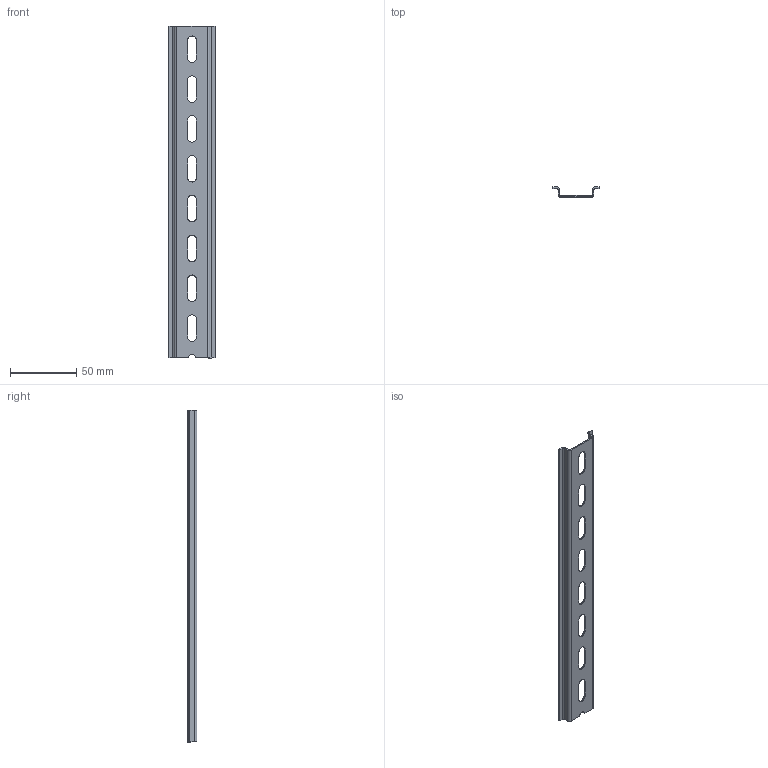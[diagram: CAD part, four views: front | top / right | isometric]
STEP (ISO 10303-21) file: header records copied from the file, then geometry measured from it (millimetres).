
FILE_DESCRIPTION (( 'STEP AP214' ), '1' );
FILE_NAME ('DNR-3-1,0-250.STEP', '2023-11-30T07:50:44', ( '' ), ( '' ), 'SwSTEP 2.0', 'SolidWorks 2022', '' );
FILE_SCHEMA (( 'AUTOMOTIVE_DESIGN' ));
Length unit declared in the file: millimetre
Products named in the file (1): DNR-3-1,0-250
Bounding box: 35 x 7.5 x 250 mm (x, y, z)
Volume: 10377 mm3; surface area: 21726.5 mm2
Topology: 1 solids, 1 shells, 72 faces, 178 edges, 108 vertices
Faces by surface type: plane 47, cylinder 25
Entity records: 2173 total; most frequent: DIRECTION 374, CARTESIAN_POINT 359, ORIENTED_EDGE 356, EDGE_CURVE 178, VECTOR 128, LINE 128, AXIS2_PLACEMENT_3D 123, VERTEX_POINT 108
